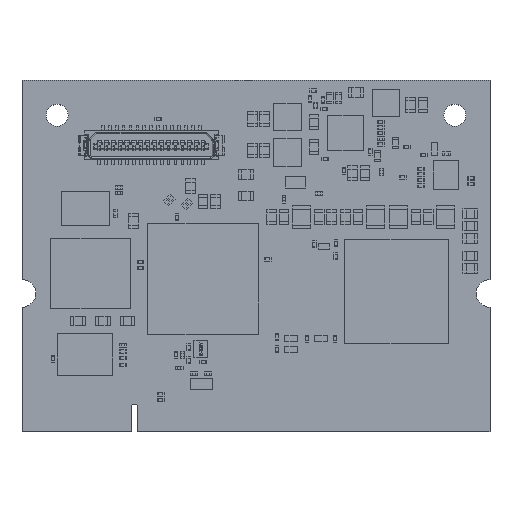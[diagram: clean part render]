
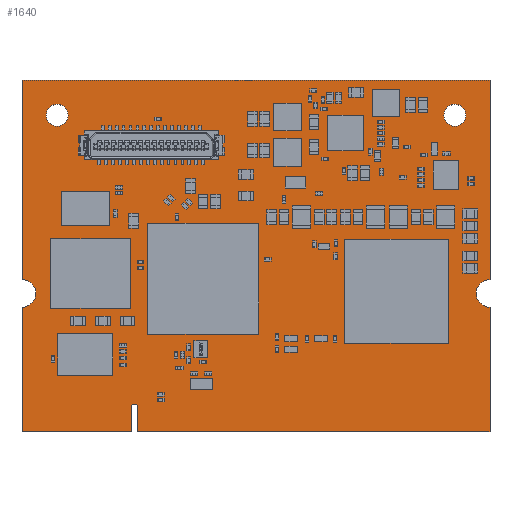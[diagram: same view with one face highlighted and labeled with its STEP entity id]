
A CAD part, top view. The second image highlights one B-rep face of the part: STEP entity #1640.
In plain terms, the highlighted planar face has unit normal (0, 0, 1).
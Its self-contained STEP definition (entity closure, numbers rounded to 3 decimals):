
#1071 = VERTEX_POINT('',#1072);
#1072 = CARTESIAN_POINT('',(0.,0.,0.));
#1078 = EDGE_CURVE('',#1071,#1079,#1081,.T.);
#1079 = VERTEX_POINT('',#1080);
#1080 = CARTESIAN_POINT('',(0.,18.,0.));
#1081 = LINE('',#1082,#1083);
#1082 = CARTESIAN_POINT('',(0.,0.,0.));
#1083 = VECTOR('',#1084,1.);
#1084 = DIRECTION('',(0.,1.,0.));
#1111 = VERTEX_POINT('',#1112);
#1112 = CARTESIAN_POINT('',(15.75,0.,0.));
#1118 = EDGE_CURVE('',#1111,#1071,#1119,.T.);
#1119 = LINE('',#1120,#1121);
#1120 = CARTESIAN_POINT('',(15.75,0.,0.));
#1121 = VECTOR('',#1122,1.);
#1122 = DIRECTION('',(-1.,0.,0.));
#1140 = EDGE_CURVE('',#1079,#1141,#1143,.T.);
#1141 = VERTEX_POINT('',#1142);
#1142 = CARTESIAN_POINT('',(0.,22.,0.));
#1143 = CIRCLE('',#1144,2.);
#1144 = AXIS2_PLACEMENT_3D('',#1145,#1146,#1147);
#1145 = CARTESIAN_POINT('',(0.,20.,0.));
#1146 = DIRECTION('',(0.,0.,1.));
#1147 = DIRECTION('',(0.,-1.,0.));
#1175 = VERTEX_POINT('',#1176);
#1176 = CARTESIAN_POINT('',(15.75,3.5,0.));
#1182 = EDGE_CURVE('',#1175,#1111,#1183,.T.);
#1183 = LINE('',#1184,#1185);
#1184 = CARTESIAN_POINT('',(15.75,3.5,0.));
#1185 = VECTOR('',#1186,1.);
#1186 = DIRECTION('',(0.,-1.,0.));
#1204 = EDGE_CURVE('',#1141,#1205,#1207,.T.);
#1205 = VERTEX_POINT('',#1206);
#1206 = CARTESIAN_POINT('',(0.,50.8,0.));
#1207 = LINE('',#1208,#1209);
#1208 = CARTESIAN_POINT('',(0.,22.,0.));
#1209 = VECTOR('',#1210,1.);
#1210 = DIRECTION('',(0.,1.,0.));
#1237 = VERTEX_POINT('',#1238);
#1238 = CARTESIAN_POINT('',(16.571,3.883,0.));
#1244 = EDGE_CURVE('',#1237,#1175,#1245,.T.);
#1245 = CIRCLE('',#1246,0.5);
#1246 = AXIS2_PLACEMENT_3D('',#1247,#1248,#1249);
#1247 = CARTESIAN_POINT('',(16.25,3.5,0.));
#1248 = DIRECTION('',(0.,0.,1.));
#1249 = DIRECTION('',(1.,0.,0.));
#1268 = EDGE_CURVE('',#1205,#1269,#1271,.T.);
#1269 = VERTEX_POINT('',#1270);
#1270 = CARTESIAN_POINT('',(67.6,50.8,0.));
#1271 = LINE('',#1272,#1273);
#1272 = CARTESIAN_POINT('',(0.,50.8,0.));
#1273 = VECTOR('',#1274,1.);
#1274 = DIRECTION('',(1.,0.,0.));
#1301 = VERTEX_POINT('',#1302);
#1302 = CARTESIAN_POINT('',(16.75,3.5,0.));
#1308 = EDGE_CURVE('',#1301,#1237,#1309,.T.);
#1309 = CIRCLE('',#1310,0.5);
#1310 = AXIS2_PLACEMENT_3D('',#1311,#1312,#1313);
#1311 = CARTESIAN_POINT('',(16.25,3.5,0.));
#1312 = DIRECTION('',(0.,0.,1.));
#1313 = DIRECTION('',(1.,0.,0.));
#1332 = EDGE_CURVE('',#1269,#1333,#1335,.T.);
#1333 = VERTEX_POINT('',#1334);
#1334 = CARTESIAN_POINT('',(67.6,22.,0.));
#1335 = LINE('',#1336,#1337);
#1336 = CARTESIAN_POINT('',(67.6,50.8,0.));
#1337 = VECTOR('',#1338,1.);
#1338 = DIRECTION('',(0.,-1.,0.));
#1365 = VERTEX_POINT('',#1366);
#1366 = CARTESIAN_POINT('',(16.75,0.,0.));
#1372 = EDGE_CURVE('',#1365,#1301,#1373,.T.);
#1373 = LINE('',#1374,#1375);
#1374 = CARTESIAN_POINT('',(16.75,0.,0.));
#1375 = VECTOR('',#1376,1.);
#1376 = DIRECTION('',(0.,1.,0.));
#1394 = EDGE_CURVE('',#1333,#1395,#1397,.T.);
#1395 = VERTEX_POINT('',#1396);
#1396 = CARTESIAN_POINT('',(67.6,18.,0.));
#1397 = CIRCLE('',#1398,2.);
#1398 = AXIS2_PLACEMENT_3D('',#1399,#1400,#1401);
#1399 = CARTESIAN_POINT('',(67.6,20.,0.));
#1400 = DIRECTION('',(0.,0.,1.));
#1401 = DIRECTION('',(0.,1.,0.));
#1429 = VERTEX_POINT('',#1430);
#1430 = CARTESIAN_POINT('',(67.6,0.,0.));
#1436 = EDGE_CURVE('',#1429,#1365,#1437,.T.);
#1437 = LINE('',#1438,#1439);
#1438 = CARTESIAN_POINT('',(67.6,0.,0.));
#1439 = VECTOR('',#1440,1.);
#1440 = DIRECTION('',(-1.,0.,0.));
#1458 = EDGE_CURVE('',#1395,#1429,#1459,.T.);
#1459 = LINE('',#1460,#1461);
#1460 = CARTESIAN_POINT('',(67.6,18.,0.));
#1461 = VECTOR('',#1462,1.);
#1462 = DIRECTION('',(0.,-1.,0.));
#1482 = VERTEX_POINT('',#1483);
#1483 = CARTESIAN_POINT('',(10.294,41.402,0.));
#1489 = EDGE_CURVE('',#1482,#1482,#1490,.T.);
#1490 = CIRCLE('',#1491,0.675);
#1491 = AXIS2_PLACEMENT_3D('',#1492,#1493,#1494);
#1492 = CARTESIAN_POINT('',(9.619,41.402,0.));
#1493 = DIRECTION('',(0.,0.,1.));
#1494 = DIRECTION('',(1.,0.,0.));
#1515 = VERTEX_POINT('',#1516);
#1516 = CARTESIAN_POINT('',(28.394,41.402,0.));
#1522 = EDGE_CURVE('',#1515,#1515,#1523,.T.);
#1523 = CIRCLE('',#1524,0.675);
#1524 = AXIS2_PLACEMENT_3D('',#1525,#1526,#1527);
#1525 = CARTESIAN_POINT('',(27.719,41.402,0.));
#1526 = DIRECTION('',(0.,0.,1.));
#1527 = DIRECTION('',(1.,0.,0.));
#1548 = VERTEX_POINT('',#1549);
#1549 = CARTESIAN_POINT('',(6.668,45.72,0.));
#1555 = EDGE_CURVE('',#1548,#1548,#1556,.T.);
#1556 = CIRCLE('',#1557,1.588);
#1557 = AXIS2_PLACEMENT_3D('',#1558,#1559,#1560);
#1558 = CARTESIAN_POINT('',(5.08,45.72,0.));
#1559 = DIRECTION('',(0.,0.,1.));
#1560 = DIRECTION('',(1.,0.,0.));
#1581 = VERTEX_POINT('',#1582);
#1582 = CARTESIAN_POINT('',(64.107,45.72,0.));
#1588 = EDGE_CURVE('',#1581,#1581,#1589,.T.);
#1589 = CIRCLE('',#1590,1.588);
#1590 = AXIS2_PLACEMENT_3D('',#1591,#1592,#1593);
#1591 = CARTESIAN_POINT('',(62.52,45.72,0.));
#1592 = DIRECTION('',(0.,0.,1.));
#1593 = DIRECTION('',(1.,0.,0.));
#1640 = ADVANCED_FACE('',(#1641,#1656,#1659,#1662,#1665),#1668,.T.);
#1641 = FACE_BOUND('',#1642,.T.);
#1642 = EDGE_LOOP('',(#1643,#1644,#1645,#1646,#1647,#1648,#1649,#1650,
    #1651,#1652,#1653,#1654,#1655));
#1643 = ORIENTED_EDGE('',*,*,#1078,.F.);
#1644 = ORIENTED_EDGE('',*,*,#1118,.F.);
#1645 = ORIENTED_EDGE('',*,*,#1182,.F.);
#1646 = ORIENTED_EDGE('',*,*,#1244,.F.);
#1647 = ORIENTED_EDGE('',*,*,#1308,.F.);
#1648 = ORIENTED_EDGE('',*,*,#1372,.F.);
#1649 = ORIENTED_EDGE('',*,*,#1436,.F.);
#1650 = ORIENTED_EDGE('',*,*,#1458,.F.);
#1651 = ORIENTED_EDGE('',*,*,#1394,.F.);
#1652 = ORIENTED_EDGE('',*,*,#1332,.F.);
#1653 = ORIENTED_EDGE('',*,*,#1268,.F.);
#1654 = ORIENTED_EDGE('',*,*,#1204,.F.);
#1655 = ORIENTED_EDGE('',*,*,#1140,.F.);
#1656 = FACE_BOUND('',#1657,.T.);
#1657 = EDGE_LOOP('',(#1658));
#1658 = ORIENTED_EDGE('',*,*,#1489,.F.);
#1659 = FACE_BOUND('',#1660,.T.);
#1660 = EDGE_LOOP('',(#1661));
#1661 = ORIENTED_EDGE('',*,*,#1522,.F.);
#1662 = FACE_BOUND('',#1663,.T.);
#1663 = EDGE_LOOP('',(#1664));
#1664 = ORIENTED_EDGE('',*,*,#1555,.F.);
#1665 = FACE_BOUND('',#1666,.T.);
#1666 = EDGE_LOOP('',(#1667));
#1667 = ORIENTED_EDGE('',*,*,#1588,.F.);
#1668 = PLANE('',#1669);
#1669 = AXIS2_PLACEMENT_3D('',#1670,#1671,#1672);
#1670 = CARTESIAN_POINT('',(0.,0.,0.));
#1671 = DIRECTION('',(0.,0.,1.));
#1672 = DIRECTION('',(1.,0.,0.));
